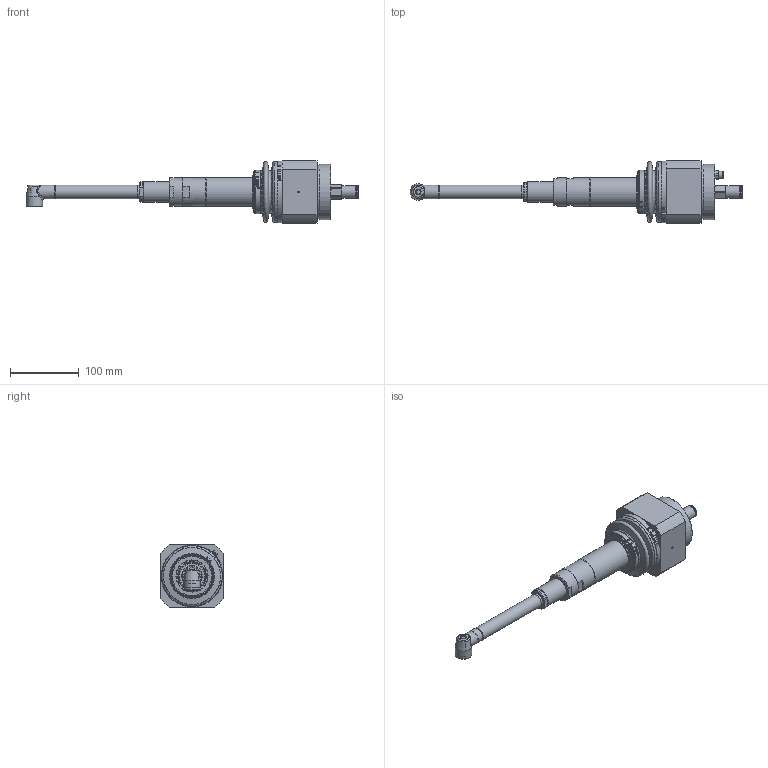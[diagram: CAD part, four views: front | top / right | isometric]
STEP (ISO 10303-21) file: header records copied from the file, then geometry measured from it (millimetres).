
FILE_DESCRIPTION(/* description */ (''),/* implementation_level */ '2;1');
FILE_NAME(/* name */ 'RWBS 38-520_60000695.stp',/* time_stamp */ '2015-03-25T13:41:20+01:00',/* author */ ('ekoch'),/* organization */ (''),/* preprocessor_version */ 'ST-DEVELOPER v15.2',/* originating_system */ 'Autodesk Inventor 2014',/* authorisation */ '');
FILE_SCHEMA (('AUTOMOTIVE_DESIGN { 1 0 10303 214 3 1 1 }'));
Length unit declared in the file: millimetre
Products named in the file (1): RWBS 38-520_60000695
Bounding box: 481.45 x 90 x 90 mm (x, y, z)
Volume: 1126306.3 mm3; surface area: 260492.5 mm2
Topology: 22 solids, 22 shells, 935 faces, 2396 edges, 1566 vertices
Faces by surface type: cylinder 436, plane 299, torus 104, cone 76, sphere 11, bspline 9
Full cylindrical faces by diameter (mm): 1.5 x5, 2.2 x2, 2.5 x1, 4 x2, 4.917 x4, 6 x4, 6.1 x1, 7 x1, 7.2 x1, 7.5 x1, 8 x2, 8.565 x1, 8.566 x1, 8.6 x1, 9.728 x1, 9.9 x1, 10 x1, 10.6 x1, 11 x1, 11.8 x1, 12 x2, 13.2 x1, 14 x1, 14.2 x1, 14.95 x2, 15 x2, 17 x1, 17.188 x1, 18 x2, 18.01 x1
Entity records: 30703 total; most frequent: CARTESIAN_POINT 7413, DIRECTION 4983, ORIENTED_EDGE 4336, AXIS2_PLACEMENT_3D 2182, EDGE_CURVE 2168, VERTEX_POINT 1516, CIRCLE 1255, EDGE_LOOP 1220
